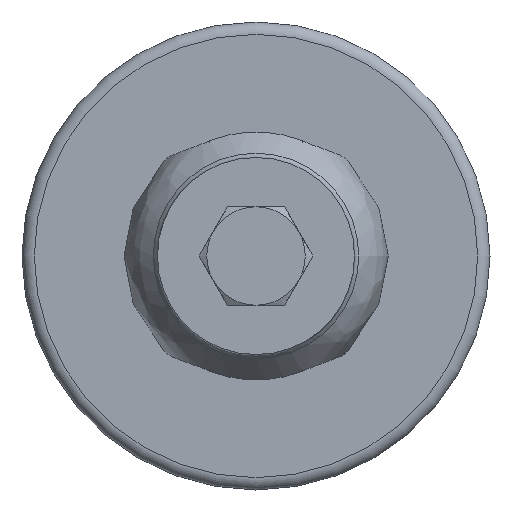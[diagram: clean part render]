
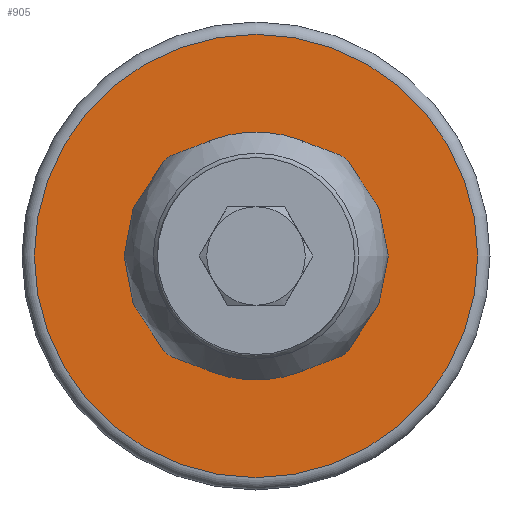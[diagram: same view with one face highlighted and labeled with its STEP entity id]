
A CAD part, front view. The second image highlights one B-rep face of the part: STEP entity #905.
In plain terms, the highlighted face is planar.
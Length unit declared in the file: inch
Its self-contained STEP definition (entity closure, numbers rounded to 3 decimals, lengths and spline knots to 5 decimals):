
#258=CARTESIAN_POINT('',(-1.125,-1.09375,0.));
#259=VERTEX_POINT('',#258);
#260=CARTESIAN_POINT('',(0.0,-1.09375,0.0));
#261=DIRECTION('',(0.0,-1.0,0.0));
#262=DIRECTION('',(1.0,0.0,0.0));
#263=AXIS2_PLACEMENT_3D('',#260,#261,#262);
#264=CIRCLE('',#263,1.125);
#265=EDGE_CURVE('',#259,#259,#264,.T.);
#796=CARTESIAN_POINT('',(0.40625,-1.09375,0.));
#797=VERTEX_POINT('',#796);
#798=CARTESIAN_POINT('',(0.0,-1.09375,0.0));
#799=DIRECTION('',(0.0,1.0,0.0));
#800=DIRECTION('',(1.0,0.0,0.0));
#801=AXIS2_PLACEMENT_3D('',#798,#799,#800);
#802=CIRCLE('',#801,0.40625);
#803=EDGE_CURVE('',#797,#797,#802,.T.);
#894=CARTESIAN_POINT('',(-1.2375,-1.09375,1.2375));
#895=DIRECTION('',(0.0,1.0,0.0));
#896=DIRECTION('',(0.0,0.0,1.0));
#897=AXIS2_PLACEMENT_3D('',#894,#895,#896);
#898=PLANE('',#897);
#899=ORIENTED_EDGE('',*,*,#265,.F.);
#900=EDGE_LOOP('',(#899));
#901=FACE_OUTER_BOUND('',#900,.T.);
#902=ORIENTED_EDGE('',*,*,#803,.F.);
#903=EDGE_LOOP('',(#902));
#904=FACE_BOUND('',#903,.T.);
#905=ADVANCED_FACE('',(#901,#904),#898,.T.);
